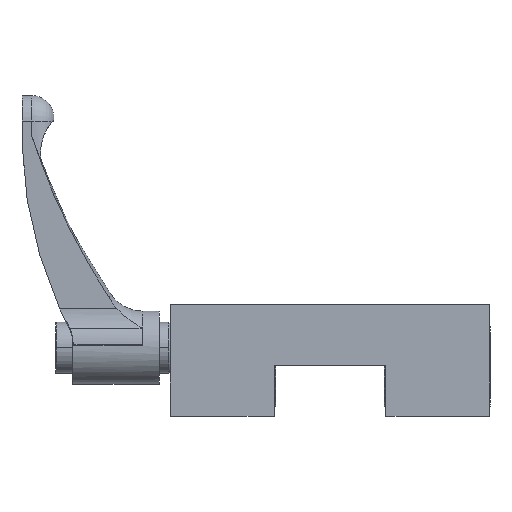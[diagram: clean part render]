
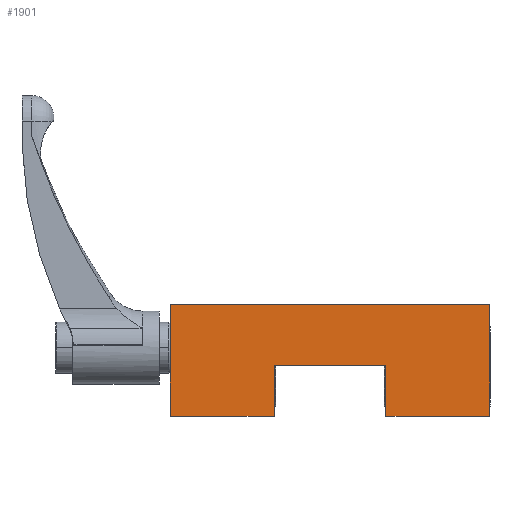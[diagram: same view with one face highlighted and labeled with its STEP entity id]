
A CAD part, top view. The second image highlights one B-rep face of the part: STEP entity #1901.
In plain terms, the highlighted planar face has unit normal (0, 0, 1).
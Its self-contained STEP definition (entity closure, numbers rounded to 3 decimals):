
#436 = CARTESIAN_POINT ( 'NONE',  ( 61.561, -22.31, 23.5 ) ) ;
#438 = PLANE ( 'NONE',  #474 ) ;
#471 = CARTESIAN_POINT ( 'NONE',  ( -5.939, -6.31, 23.5 ) ) ;
#472 = DIRECTION ( 'NONE',  ( 1., 0., 0. ) ) ;
#473 = DIRECTION ( 'NONE',  ( 0., 0., 1. ) ) ;
#474 = AXIS2_PLACEMENT_3D ( 'NONE', #436, #473, #472 ) ;
#475 = DIRECTION ( 'NONE',  ( 0., -1., 0. ) ) ;
#476 = VECTOR ( 'NONE', #475, 1000. ) ;
#477 = CARTESIAN_POINT ( 'NONE',  ( 29.061, -6.31, 23.5 ) ) ;
#478 = LINE ( 'NONE', #477, #476 ) ;
#480 = FACE_OUTER_BOUND ( 'NONE', #1895, .T. ) ;
#951 = VERTEX_POINT ( 'NONE', #1826 ) ;
#973 = EDGE_CURVE ( 'NONE', #1034, #998, #1845, .T. ) ;
#989 = EDGE_CURVE ( 'NONE', #1031, #1019, #1881, .T. ) ;
#997 = EDGE_CURVE ( 'NONE', #1019, #999, #1930, .T. ) ;
#998 = VERTEX_POINT ( 'NONE', #1933 ) ;
#999 = VERTEX_POINT ( 'NONE', #1932 ) ;
#1019 = VERTEX_POINT ( 'NONE', #1957 ) ;
#1031 = VERTEX_POINT ( 'NONE', #1940 ) ;
#1034 = VERTEX_POINT ( 'NONE', #1988 ) ;
#1038 = ORIENTED_EDGE ( 'NONE', *, *, #989, .T. ) ;
#1043 = ORIENTED_EDGE ( 'NONE', *, *, #1047, .T. ) ;
#1045 = EDGE_CURVE ( 'NONE', #1903, #951, #1964, .T. ) ;
#1046 = ORIENTED_EDGE ( 'NONE', *, *, #1899, .T. ) ;
#1047 = EDGE_CURVE ( 'NONE', #999, #1281, #2030, .T. ) ;
#1050 = ORIENTED_EDGE ( 'NONE', *, *, #997, .T. ) ;
#1056 = EDGE_CURVE ( 'NONE', #998, #1903, #2024, .T. ) ;
#1280 = EDGE_CURVE ( 'NONE', #1281, #1034, #2522, .T. ) ;
#1281 = VERTEX_POINT ( 'NONE', #2582 ) ;
#1826 = CARTESIAN_POINT ( 'NONE',  ( 29.061, -6.31, 23.5 ) ) ;
#1842 = DIRECTION ( 'NONE',  ( 1., 0., 0. ) ) ;
#1843 = VECTOR ( 'NONE', #1842, 1000. ) ;
#1844 = CARTESIAN_POINT ( 'NONE',  ( -38.439, -22.31, 23.5 ) ) ;
#1845 = LINE ( 'NONE', #1844, #1843 ) ;
#1878 = DIRECTION ( 'NONE',  ( 1., 0., 0. ) ) ;
#1879 = VECTOR ( 'NONE', #1878, 1000. ) ;
#1880 = CARTESIAN_POINT ( 'NONE',  ( -38.439, -22.31, 23.5 ) ) ;
#1881 = LINE ( 'NONE', #1880, #1879 ) ;
#1895 = EDGE_LOOP ( 'NONE', ( #1900, #1896, #1046, #1038, #1050, #1043, #2372, #2371 ) ) ;
#1896 = ORIENTED_EDGE ( 'NONE', *, *, #1045, .T. ) ;
#1899 = EDGE_CURVE ( 'NONE', #951, #1031, #478, .T. ) ;
#1900 = ORIENTED_EDGE ( 'NONE', *, *, #1056, .T. ) ;
#1901 = ADVANCED_FACE ( 'NONE', ( #480 ), #438, .T. ) ;
#1903 = VERTEX_POINT ( 'NONE', #471 ) ;
#1927 = DIRECTION ( 'NONE',  ( 0., 1., 0. ) ) ;
#1928 = VECTOR ( 'NONE', #1927, 1000. ) ;
#1929 = CARTESIAN_POINT ( 'NONE',  ( 61.561, 12.69, 23.5 ) ) ;
#1930 = LINE ( 'NONE', #1929, #1928 ) ;
#1932 = CARTESIAN_POINT ( 'NONE',  ( 61.561, 12.69, 23.5 ) ) ;
#1933 = CARTESIAN_POINT ( 'NONE',  ( -5.939, -22.31, 23.5 ) ) ;
#1940 = CARTESIAN_POINT ( 'NONE',  ( 29.061, -22.31, 23.5 ) ) ;
#1957 = CARTESIAN_POINT ( 'NONE',  ( 61.561, -22.31, 23.5 ) ) ;
#1964 = LINE ( 'NONE', #1975, #1974 ) ;
#1973 = DIRECTION ( 'NONE',  ( 1., 0., 0. ) ) ;
#1974 = VECTOR ( 'NONE', #1973, 1000. ) ;
#1975 = CARTESIAN_POINT ( 'NONE',  ( 29.061, -6.31, 23.5 ) ) ;
#1988 = CARTESIAN_POINT ( 'NONE',  ( -38.439, -22.31, 23.5 ) ) ;
#2013 = DIRECTION ( 'NONE',  ( 0., 1., 0. ) ) ;
#2014 = VECTOR ( 'NONE', #2013, 1000. ) ;
#2015 = CARTESIAN_POINT ( 'NONE',  ( -5.939, -6.31, 23.5 ) ) ;
#2024 = LINE ( 'NONE', #2015, #2014 ) ;
#2027 = DIRECTION ( 'NONE',  ( -1., 0., 0. ) ) ;
#2028 = VECTOR ( 'NONE', #2027, 1000. ) ;
#2029 = CARTESIAN_POINT ( 'NONE',  ( -38.439, 12.69, 23.5 ) ) ;
#2030 = LINE ( 'NONE', #2029, #2028 ) ;
#2371 = ORIENTED_EDGE ( 'NONE', *, *, #973, .T. ) ;
#2372 = ORIENTED_EDGE ( 'NONE', *, *, #1280, .T. ) ;
#2521 = CARTESIAN_POINT ( 'NONE',  ( -38.439, 12.69, 23.5 ) ) ;
#2522 = LINE ( 'NONE', #2521, #2579 ) ;
#2578 = DIRECTION ( 'NONE',  ( 0., -1., 0. ) ) ;
#2579 = VECTOR ( 'NONE', #2578, 1000. ) ;
#2582 = CARTESIAN_POINT ( 'NONE',  ( -38.439, 12.69, 23.5 ) ) ;
